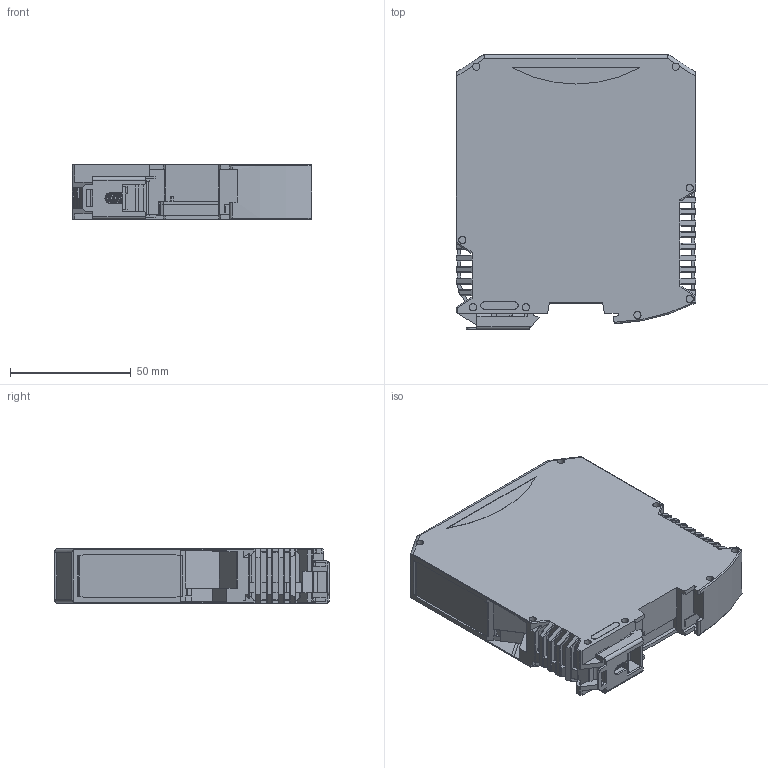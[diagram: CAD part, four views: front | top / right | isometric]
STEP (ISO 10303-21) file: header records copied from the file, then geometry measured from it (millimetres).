
FILE_DESCRIPTION((''),'2;1');
FILE_NAME('DM_CAD-6144_SW0001','2018-11-12T',('creinig-se'),(''),'PRO/ENGINEER BY PARAMETRIC TECHNOLOGY CORPORATION, 2015440','PRO/ENGINEER BY PARAMETRIC TECHNOLOGY CORPORATION, 2015440','');
FILE_SCHEMA(('CONFIG_CONTROL_DESIGN'));
Length unit declared in the file: millimetre
Products named in the file (1): DM_CAD-6144_SW0001
Bounding box: 99 x 113.65 x 22.6 mm (x, y, z)
Volume: 220965.4 mm3; surface area: 45326.4 mm2
Topology: 1 solids, 2 shells, 1041 faces, 2991 edges, 1920 vertices
Faces by surface type: plane 778, cylinder 242, cone 13, bspline 6, torus 2
Entity records: 57367 total; most frequent: CARTESIAN_POINT 22948, ORIENTED_EDGE 5982, DIRECTION 5124, EDGE_CURVE 2991, VECTOR 2440, LINE 2440, VERTEX_POINT 1920, AXIS2_PLACEMENT_3D 1342
